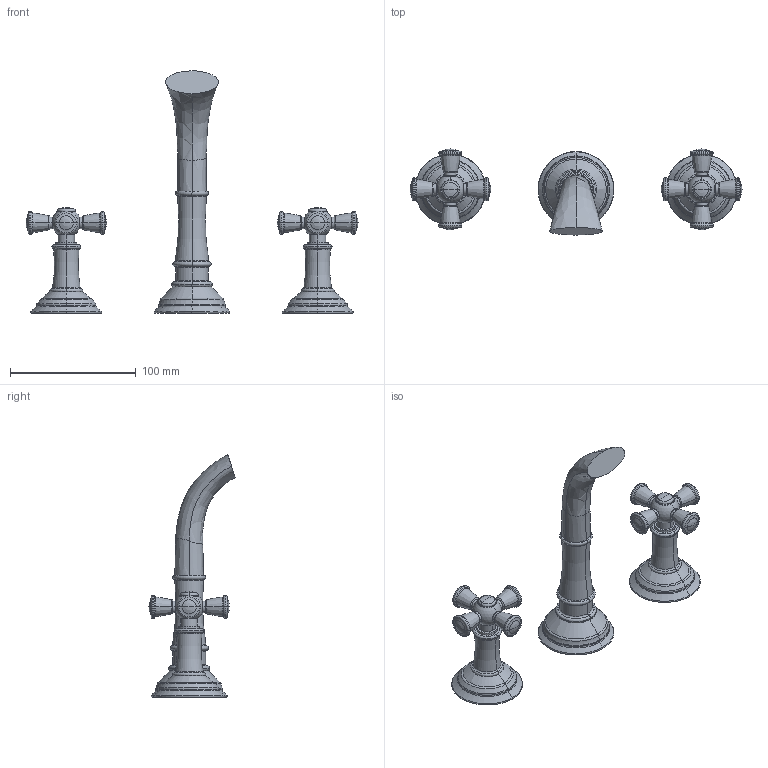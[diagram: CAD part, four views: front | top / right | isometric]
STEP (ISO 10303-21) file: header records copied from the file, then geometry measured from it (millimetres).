
FILE_DESCRIPTION((''),'2;1');
FILE_NAME('3-2401_SW0002','2020-11-24T17:22:59',('rsmith'),(''),'CREO PARAMETRIC BY PTC INC, 2018400','CREO PARAMETRIC BY PTC INC, 2018400','');
FILE_SCHEMA(('AUTOMOTIVE_DESIGN { 1 0 10303 214 1 1 1 1 }'));
Length unit declared in the file: inch
Products named in the file (1): 3-2401_SW0002
Bounding box: 264.21 x 68.67 x 192.87 mm (x, y, z)
Volume: 197633.3 mm3; surface area: 53550.9 mm2
Topology: 3 solids, 3 shells, 348 faces, 718 edges, 382 vertices
Faces by surface type: torus 190, cylinder 68, bspline 32, plane 26, sphere 24, cone 8
Entity records: 15109 total; most frequent: CARTESIAN_POINT 2904, DIRECTION 1914, ORIENTED_EDGE 1396, PRESENTATION_STYLE_ASSIGNMENT 1040, AXIS2_PLACEMENT_3D 918, STYLED_ITEM 701, CURVE_STYLE 698, EDGE_CURVE 698
